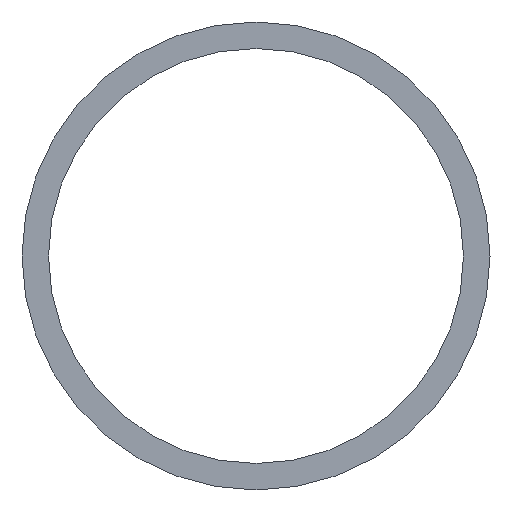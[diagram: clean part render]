
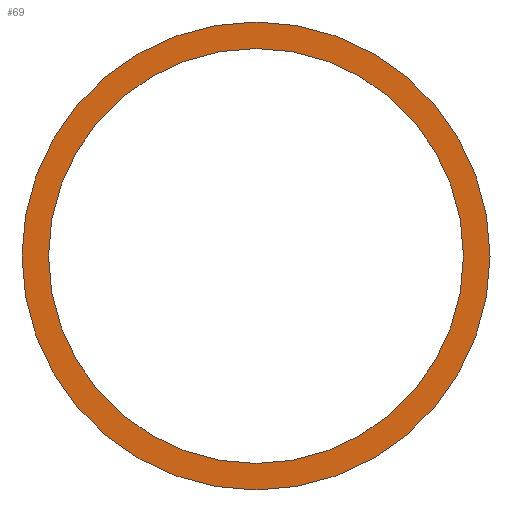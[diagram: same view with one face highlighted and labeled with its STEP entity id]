
A CAD part, left-side view. The second image highlights one B-rep face of the part: STEP entity #69.
In plain terms, the highlighted planar face has unit normal (-1, 0, 0).
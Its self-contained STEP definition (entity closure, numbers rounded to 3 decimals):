
#51 = EDGE_CURVE( '', #67, #65, #121, .T. );
#53 = EDGE_CURVE( '', #65, #67, #123, .T. );
#57 = EDGE_CURVE( '', #59, #77, #128, .T. );
#59 = VERTEX_POINT( '', #130 );
#65 = VERTEX_POINT( '', #138 );
#67 = VERTEX_POINT( '', #140 );
#69 = ADVANCED_FACE( '', ( #142, #143 ), #144, .F. );
#77 = VERTEX_POINT( '', #153 );
#91 = EDGE_CURVE( '', #77, #59, #167, .T. );
#121 = CIRCLE( '', #190, 45. );
#123 = CIRCLE( '', #193, 45. );
#128 = CIRCLE( '', #199, 39.9 );
#130 = CARTESIAN_POINT( '', ( 0., 0., -39.9 ) );
#138 = CARTESIAN_POINT( '', ( 0., 0., -45. ) );
#140 = CARTESIAN_POINT( '', ( 0., 0., 45. ) );
#142 = FACE_OUTER_BOUND( '', #214, .T. );
#143 = FACE_BOUND( '', #215, .T. );
#144 = PLANE( '', #216 );
#153 = CARTESIAN_POINT( '', ( 0., 0., 39.9 ) );
#167 = CIRCLE( '', #247, 39.9 );
#190 = AXIS2_PLACEMENT_3D( '', #266, #267, #268 );
#193 = AXIS2_PLACEMENT_3D( '', #269, #270, #271 );
#199 = AXIS2_PLACEMENT_3D( '', #280, #281, #282 );
#214 = EDGE_LOOP( '', ( #295, #296 ) );
#215 = EDGE_LOOP( '', ( #297, #298 ) );
#216 = AXIS2_PLACEMENT_3D( '', #299, #300, #301 );
#247 = AXIS2_PLACEMENT_3D( '', #320, #321, #322 );
#266 = CARTESIAN_POINT( '', ( 0., 0., 0. ) );
#267 = DIRECTION( '', ( 1., 0., 0. ) );
#268 = DIRECTION( '', ( 0., 0., -1. ) );
#269 = CARTESIAN_POINT( '', ( 0., 0., 0. ) );
#270 = DIRECTION( '', ( 1., 0., 0. ) );
#271 = DIRECTION( '', ( 0., 0., -1. ) );
#280 = CARTESIAN_POINT( '', ( 0., 0., 0. ) );
#281 = DIRECTION( '', ( 1., 0., 0. ) );
#282 = DIRECTION( '', ( 0., 0., -1. ) );
#295 = ORIENTED_EDGE( '', *, *, #53, .F. );
#296 = ORIENTED_EDGE( '', *, *, #51, .F. );
#297 = ORIENTED_EDGE( '', *, *, #57, .T. );
#298 = ORIENTED_EDGE( '', *, *, #91, .T. );
#299 = CARTESIAN_POINT( '', ( 0., 0., 0. ) );
#300 = DIRECTION( '', ( 1., 0., 0. ) );
#301 = DIRECTION( '', ( 0., 0., -1. ) );
#320 = CARTESIAN_POINT( '', ( 0., 0., 0. ) );
#321 = DIRECTION( '', ( 1., 0., 0. ) );
#322 = DIRECTION( '', ( 0., 0., -1. ) );
